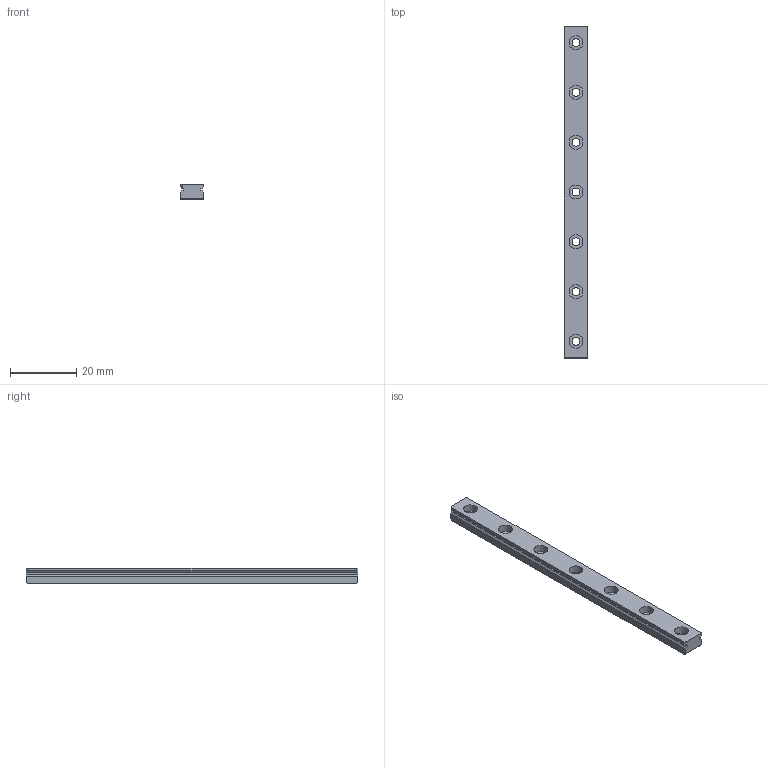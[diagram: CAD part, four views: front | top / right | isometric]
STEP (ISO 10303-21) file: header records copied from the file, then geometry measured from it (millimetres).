
FILE_DESCRIPTION(('FreeCAD Model'),'2;1');
FILE_NAME('Open CASCADE Shape Model','2021-10-02T13:47:28',('Author'),( ''),'Open CASCADE STEP processor 7.5','FreeCAD','Unknown');
FILE_SCHEMA(('AUTOMOTIVE_DESIGN { 1 0 10303 214 1 1 1 1 }'));
Length unit declared in the file: millimetre
Products named in the file (1): Body
Bounding box: 7 x 100 x 4.8 mm (x, y, z)
Volume: 2926.9 mm3; surface area: 2893.8 mm2
Topology: 1 solids, 1 shells, 47 faces, 112 edges, 74 vertices
Faces by surface type: plane 33, cylinder 14
Full cylindrical faces by diameter (mm): 2.4 x7, 4.2 x7
Entity records: 1408 total; most frequent: DIRECTION 236, CARTESIAN_POINT 234, ORIENTED_EDGE 224, EDGE_CURVE 112, LINE 84, VECTOR 84, AXIS2_PLACEMENT_3D 76, VERTEX_POINT 74
